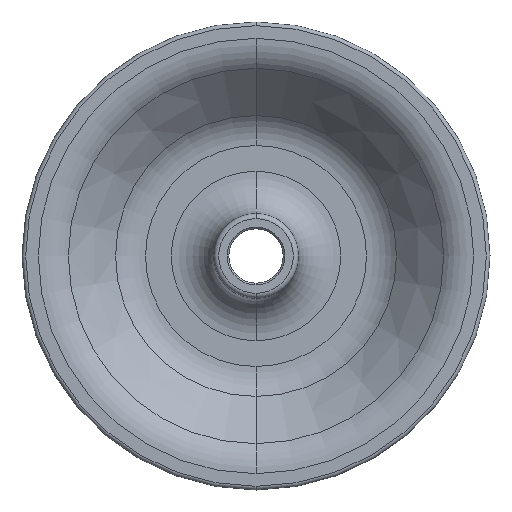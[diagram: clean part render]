
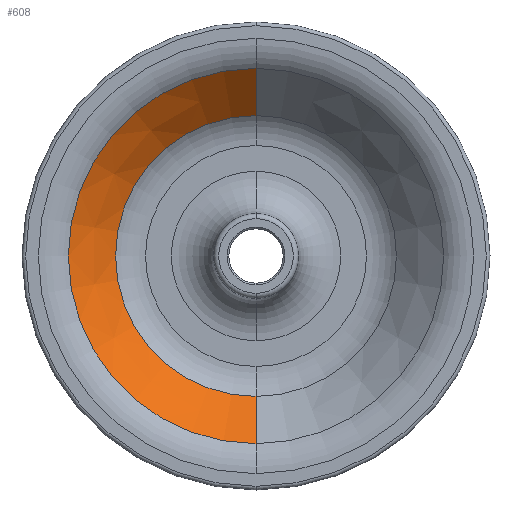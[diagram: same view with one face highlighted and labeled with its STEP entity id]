
A CAD part, front view. The second image highlights one B-rep face of the part: STEP entity #608.
In plain terms, the highlighted conical face has half-angle 45 degrees and reference radius 118 mm.
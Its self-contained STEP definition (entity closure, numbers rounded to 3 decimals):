
#316=CARTESIAN_POINT('',(0.,-47.678,-110.678));
#317=VERTEX_POINT('',#316);
#318=CARTESIAN_POINT('',(0.,-47.678,110.678));
#319=VERTEX_POINT('',#318);
#404=CARTESIAN_POINT('',(-0.,-19.822,-82.822));
#405=VERTEX_POINT('',#404);
#406=CARTESIAN_POINT('',(0.,-19.822,82.822));
#407=VERTEX_POINT('',#406);
#408=CARTESIAN_POINT('',(0.,-19.822,0.));
#409=DIRECTION('',(0.,1.,0.));
#410=DIRECTION('',(0.,0.,-1.));
#411=AXIS2_PLACEMENT_3D('',#408,#409,#410);
#412=CIRCLE('',#411,82.822);
#413=EDGE_CURVE('',#405,#407,#412,.T.);
#581=CARTESIAN_POINT('',(0.,-55.,0.));
#582=DIRECTION('',(0.,-1.,0.));
#583=DIRECTION('',(0.,0.,-1.));
#584=AXIS2_PLACEMENT_3D('',#581,#582,#583);
#585=CONICAL_SURFACE('',#584,118.,45.);
#586=ORIENTED_EDGE('',*,*,#413,.T.);
#587=CARTESIAN_POINT('',(0.,-19.822,82.822));
#588=DIRECTION('',(0.,-0.707,0.707));
#589=VECTOR('',#588,39.393);
#590=LINE('',#587,#589);
#591=EDGE_CURVE('',#407,#319,#590,.T.);
#592=ORIENTED_EDGE('',*,*,#591,.T.);
#593=CARTESIAN_POINT('',(0.,-47.678,0.));
#594=DIRECTION('',(0.,-1.,0.));
#595=DIRECTION('',(0.,0.,1.));
#596=AXIS2_PLACEMENT_3D('',#593,#594,#595);
#597=CIRCLE('',#596,110.678);
#598=EDGE_CURVE('',#319,#317,#597,.T.);
#599=ORIENTED_EDGE('',*,*,#598,.T.);
#600=CARTESIAN_POINT('',(0.,-19.822,-82.822));
#601=DIRECTION('',(0.,-0.707,-0.707));
#602=VECTOR('',#601,39.393);
#603=LINE('',#600,#602);
#604=EDGE_CURVE('',#405,#317,#603,.T.);
#605=ORIENTED_EDGE('',*,*,#604,.F.);
#606=EDGE_LOOP('',(#586,#592,#599,#605));
#607=FACE_BOUND('',#606,.T.);
#608=ADVANCED_FACE('NONE',(#607),#585,.F.);
